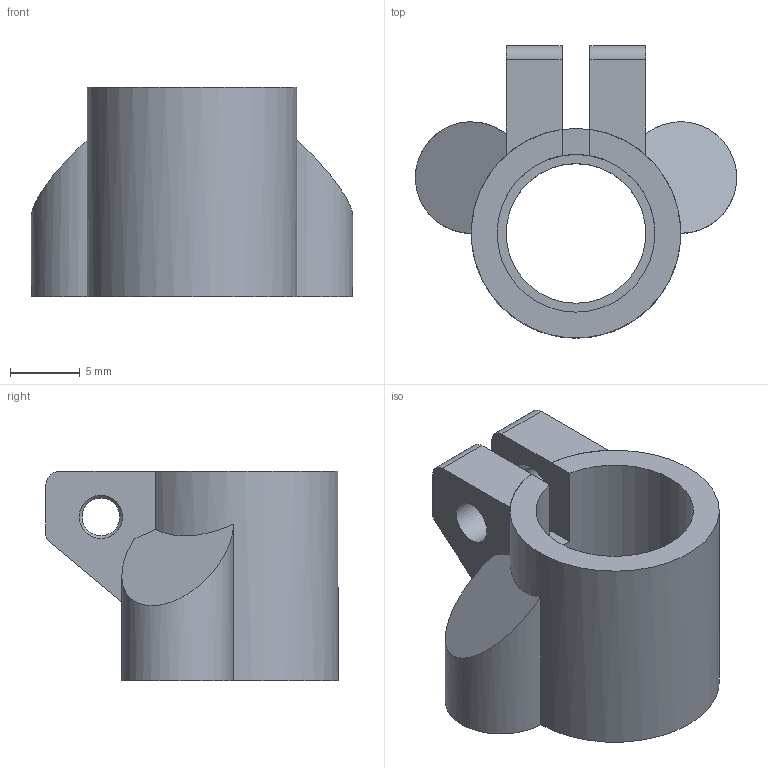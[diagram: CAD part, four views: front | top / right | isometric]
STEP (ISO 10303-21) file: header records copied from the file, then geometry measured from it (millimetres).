
FILE_DESCRIPTION(/* description */ (''),/* implementation_level */ '2;1');
FILE_NAME(/* name */ 'ADXL345 mount.step',/* time_stamp */ '2022-08-04T17:12:34+03:00',/* author */ (''),/* organization */ (''),/* preprocessor_version */ 'ST-DEVELOPER v19',/* originating_system */ 'Autodesk Translation Framework v11.7.0.108',/* authorisation */ '');
FILE_SCHEMA (('AUTOMOTIVE_DESIGN { 1 0 10303 214 3 1 1 }'));
Length unit declared in the file: millimetre
Products named in the file (2): ADXL345_new; chc
Assembly tree (1 placements, depth 2):
  ADXL345_new
    chc
Bounding box: 23 x 20.93 x 15 mm (x, y, z)
Volume: 2186.1 mm3; surface area: 2022.6 mm2
Topology: 1 solids, 1 shells, 35 faces, 92 edges, 61 vertices
Faces by surface type: plane 20, cylinder 14, cone 1
Full cylindrical faces by diameter (mm): 2 x2, 2.7 x1, 3.1 x1, 10 x1, 11.3 x1
Entity records: 1166 total; most frequent: DIRECTION 211, CARTESIAN_POINT 191, ORIENTED_EDGE 184, EDGE_CURVE 92, AXIS2_PLACEMENT_3D 81, VERTEX_POINT 61, LINE 49, VECTOR 49
